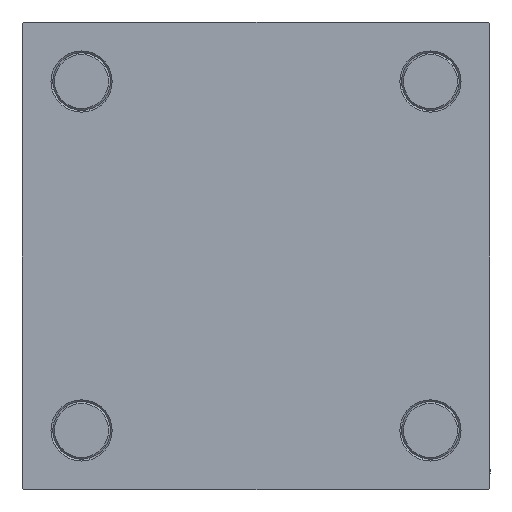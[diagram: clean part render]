
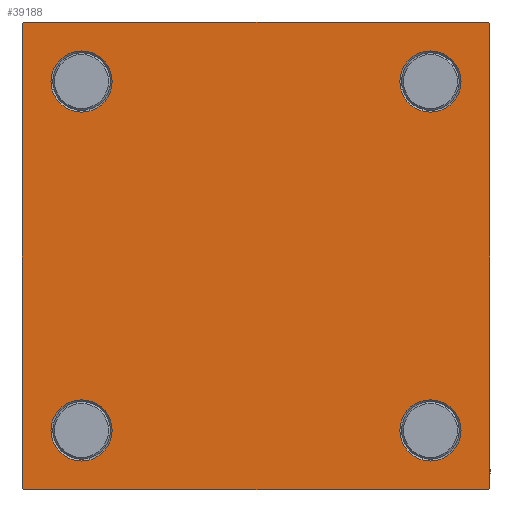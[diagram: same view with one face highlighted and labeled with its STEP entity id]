
A CAD part, left-side view. The second image highlights one B-rep face of the part: STEP entity #39188.
In plain terms, the highlighted planar face has unit normal (-1, 0, 0).
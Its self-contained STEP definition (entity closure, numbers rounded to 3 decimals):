
#310 = ORIENTED_EDGE ( 'NONE', *, *, #42236, .T. ) ;
#326 = VERTEX_POINT ( 'NONE', #9187 ) ;
#684 = DIRECTION ( 'NONE',  ( 0., 0., 1. ) ) ;
#936 = EDGE_CURVE ( 'NONE', #17675, #20948, #28445, .T. ) ;
#1751 = CARTESIAN_POINT ( 'NONE',  ( 0., -48.45, -48.45 ) ) ;
#2752 = FACE_BOUND ( 'NONE', #26896, .T. ) ;
#3376 = EDGE_LOOP ( 'NONE', ( #11960, #8185 ) ) ;
#3510 = DIRECTION ( 'NONE',  ( -1., 0., 0. ) ) ;
#3531 = CARTESIAN_POINT ( 'NONE',  ( 0., 65., 65. ) ) ;
#4958 = CARTESIAN_POINT ( 'NONE',  ( 0., -65., 64.5 ) ) ;
#5275 = EDGE_CURVE ( 'NONE', #43862, #26048, #34289, .T. ) ;
#5524 = CARTESIAN_POINT ( 'NONE',  ( 0., 65., -64.5 ) ) ;
#6059 = DIRECTION ( 'NONE',  ( 0., 0.707, -0.707 ) ) ;
#6210 = LINE ( 'NONE', #48576, #48941 ) ;
#6847 = CARTESIAN_POINT ( 'NONE',  ( 0., 65., 65. ) ) ;
#6894 = VECTOR ( 'NONE', #38988, 1000. ) ;
#6951 = ORIENTED_EDGE ( 'NONE', *, *, #29106, .T. ) ;
#7857 = LINE ( 'NONE', #3531, #6894 ) ;
#7997 = CARTESIAN_POINT ( 'NONE',  ( 0., -48.45, 56.95 ) ) ;
#8185 = ORIENTED_EDGE ( 'NONE', *, *, #32904, .T. ) ;
#8219 = EDGE_LOOP ( 'NONE', ( #29792, #12605, #30901, #11359, #24379, #9178, #10916, #20742 ) ) ;
#8524 = EDGE_LOOP ( 'NONE', ( #36892, #310 ) ) ;
#8901 = DIRECTION ( 'NONE',  ( 0., 0., 1. ) ) ;
#9178 = ORIENTED_EDGE ( 'NONE', *, *, #29933, .T. ) ;
#9187 = CARTESIAN_POINT ( 'NONE',  ( 0., -48.45, -39.95 ) ) ;
#9498 = DIRECTION ( 'NONE',  ( 0., 0., 1. ) ) ;
#9724 = ORIENTED_EDGE ( 'NONE', *, *, #17284, .T. ) ;
#10230 = AXIS2_PLACEMENT_3D ( 'NONE', #34368, #26948, #14975 ) ;
#10475 = VERTEX_POINT ( 'NONE', #4958 ) ;
#10628 = CARTESIAN_POINT ( 'NONE',  ( 0., 64.75, 64.75 ) ) ;
#10784 = ORIENTED_EDGE ( 'NONE', *, *, #17861, .T. ) ;
#10916 = ORIENTED_EDGE ( 'NONE', *, *, #48298, .F. ) ;
#11187 = DIRECTION ( 'NONE',  ( 0., 0., 1. ) ) ;
#11359 = ORIENTED_EDGE ( 'NONE', *, *, #33187, .T. ) ;
#11801 = DIRECTION ( 'NONE',  ( 1., 0., 0. ) ) ;
#11960 = ORIENTED_EDGE ( 'NONE', *, *, #5275, .T. ) ;
#12186 = CIRCLE ( 'NONE', #17895, 8.5 ) ;
#12219 = DIRECTION ( 'NONE',  ( 1., 0., 0. ) ) ;
#12605 = ORIENTED_EDGE ( 'NONE', *, *, #33373, .T. ) ;
#12613 = VECTOR ( 'NONE', #37977, 1000. ) ;
#12800 = LINE ( 'NONE', #36281, #26073 ) ;
#12924 = CIRCLE ( 'NONE', #41434, 8.5 ) ;
#14166 = CARTESIAN_POINT ( 'NONE',  ( 0., -48.45, 48.45 ) ) ;
#14325 = DIRECTION ( 'NONE',  ( 0., 0., -1. ) ) ;
#14470 = FACE_BOUND ( 'NONE', #8524, .T. ) ;
#14498 = DIRECTION ( 'NONE',  ( 1., 0., 0. ) ) ;
#14738 = VERTEX_POINT ( 'NONE', #14777 ) ;
#14777 = CARTESIAN_POINT ( 'NONE',  ( 0., 48.45, -56.95 ) ) ;
#14975 = DIRECTION ( 'NONE',  ( 0., 0., 1. ) ) ;
#16046 = CARTESIAN_POINT ( 'NONE',  ( 0., 48.45, -48.45 ) ) ;
#16631 = CARTESIAN_POINT ( 'NONE',  ( 0., -48.45, 48.45 ) ) ;
#17070 = CARTESIAN_POINT ( 'NONE',  ( 0., -65., -64.5 ) ) ;
#17115 = CARTESIAN_POINT ( 'NONE',  ( 0., 65., 64.5 ) ) ;
#17129 = VERTEX_POINT ( 'NONE', #5524 ) ;
#17224 = VERTEX_POINT ( 'NONE', #26702 ) ;
#17284 = EDGE_CURVE ( 'NONE', #35505, #14738, #48551, .T. ) ;
#17675 = VERTEX_POINT ( 'NONE', #20178 ) ;
#17861 = EDGE_CURVE ( 'NONE', #326, #21257, #40388, .T. ) ;
#17895 = AXIS2_PLACEMENT_3D ( 'NONE', #1751, #47947, #8901 ) ;
#19175 = AXIS2_PLACEMENT_3D ( 'NONE', #50270, #12219, #27529 ) ;
#19808 = VERTEX_POINT ( 'NONE', #30878 ) ;
#20178 = CARTESIAN_POINT ( 'NONE',  ( 0., 64.5, -65. ) ) ;
#20742 = ORIENTED_EDGE ( 'NONE', *, *, #35670, .T. ) ;
#20948 = VERTEX_POINT ( 'NONE', #22856 ) ;
#21211 = DIRECTION ( 'NONE',  ( 1., 0., 0. ) ) ;
#21257 = VERTEX_POINT ( 'NONE', #30467 ) ;
#21762 = DIRECTION ( 'NONE',  ( 0., -0.707, 0.707 ) ) ;
#22209 = CARTESIAN_POINT ( 'NONE',  ( 0., -48.45, 39.95 ) ) ;
#22856 = CARTESIAN_POINT ( 'NONE',  ( 0., -64.5, -65. ) ) ;
#22874 = PLANE ( 'NONE',  #43348 ) ;
#22876 = AXIS2_PLACEMENT_3D ( 'NONE', #16631, #11801, #42923 ) ;
#24062 = EDGE_LOOP ( 'NONE', ( #9724, #6951 ) ) ;
#24263 = DIRECTION ( 'NONE',  ( 0., -0.707, -0.707 ) ) ;
#24379 = ORIENTED_EDGE ( 'NONE', *, *, #24503, .F. ) ;
#24503 = EDGE_CURVE ( 'NONE', #10475, #48047, #41625, .T. ) ;
#25645 = DIRECTION ( 'NONE',  ( 1., 0., 0. ) ) ;
#25792 = ORIENTED_EDGE ( 'NONE', *, *, #31586, .T. ) ;
#26048 = VERTEX_POINT ( 'NONE', #22209 ) ;
#26073 = VECTOR ( 'NONE', #24263, 1000. ) ;
#26143 = CARTESIAN_POINT ( 'NONE',  ( 0., 48.45, 39.95 ) ) ;
#26702 = CARTESIAN_POINT ( 'NONE',  ( 0., 64.5, 65. ) ) ;
#26704 = CARTESIAN_POINT ( 'NONE',  ( 0., 0., 0. ) ) ;
#26709 = CIRCLE ( 'NONE', #30766, 8.5 ) ;
#26896 = EDGE_LOOP ( 'NONE', ( #10784, #25792 ) ) ;
#26948 = DIRECTION ( 'NONE',  ( 1., 0., 0. ) ) ;
#26962 = EDGE_CURVE ( 'NONE', #38656, #30591, #26709, .T. ) ;
#27023 = CARTESIAN_POINT ( 'NONE',  ( 0., -64.75, 64.75 ) ) ;
#27171 = AXIS2_PLACEMENT_3D ( 'NONE', #49469, #14498, #11187 ) ;
#27529 = DIRECTION ( 'NONE',  ( 0., 0., 1. ) ) ;
#28445 = LINE ( 'NONE', #48606, #43055 ) ;
#28873 = CARTESIAN_POINT ( 'NONE',  ( 0., 48.45, 48.45 ) ) ;
#29013 = CARTESIAN_POINT ( 'NONE',  ( 0., 48.45, -39.95 ) ) ;
#29106 = EDGE_CURVE ( 'NONE', #14738, #35505, #12924, .T. ) ;
#29792 = ORIENTED_EDGE ( 'NONE', *, *, #49149, .T. ) ;
#29933 = EDGE_CURVE ( 'NONE', #10475, #19808, #34946, .T. ) ;
#30064 = LINE ( 'NONE', #6847, #12613 ) ;
#30467 = CARTESIAN_POINT ( 'NONE',  ( 0., -48.45, -56.95 ) ) ;
#30544 = FACE_OUTER_BOUND ( 'NONE', #8219, .T. ) ;
#30591 = VERTEX_POINT ( 'NONE', #26143 ) ;
#30766 = AXIS2_PLACEMENT_3D ( 'NONE', #28873, #21211, #9498 ) ;
#30878 = CARTESIAN_POINT ( 'NONE',  ( 0., -64.5, 65. ) ) ;
#30901 = ORIENTED_EDGE ( 'NONE', *, *, #936, .T. ) ;
#31019 = AXIS2_PLACEMENT_3D ( 'NONE', #14166, #25645, #41225 ) ;
#31586 = EDGE_CURVE ( 'NONE', #21257, #326, #12186, .T. ) ;
#31619 = DIRECTION ( 'NONE',  ( 1., 0., 0. ) ) ;
#32904 = EDGE_CURVE ( 'NONE', #26048, #43862, #34219, .T. ) ;
#33187 = EDGE_CURVE ( 'NONE', #20948, #48047, #6210, .T. ) ;
#33348 = VECTOR ( 'NONE', #42602, 1000. ) ;
#33373 = EDGE_CURVE ( 'NONE', #17129, #17675, #12800, .T. ) ;
#34219 = CIRCLE ( 'NONE', #31019, 8.5 ) ;
#34289 = CIRCLE ( 'NONE', #22876, 8.5 ) ;
#34368 = CARTESIAN_POINT ( 'NONE',  ( 0., 48.45, -48.45 ) ) ;
#34946 = LINE ( 'NONE', #27023, #33348 ) ;
#35505 = VERTEX_POINT ( 'NONE', #29013 ) ;
#35670 = EDGE_CURVE ( 'NONE', #17224, #40127, #37433, .T. ) ;
#36281 = CARTESIAN_POINT ( 'NONE',  ( 0., 64.75, -64.75 ) ) ;
#36425 = VECTOR ( 'NONE', #14325, 1000. ) ;
#36892 = ORIENTED_EDGE ( 'NONE', *, *, #26962, .T. ) ;
#37433 = LINE ( 'NONE', #10628, #41637 ) ;
#37619 = CARTESIAN_POINT ( 'NONE',  ( 0., 48.45, 56.95 ) ) ;
#37977 = DIRECTION ( 'NONE',  ( 0., 0., -1. ) ) ;
#38656 = VERTEX_POINT ( 'NONE', #37619 ) ;
#38988 = DIRECTION ( 'NONE',  ( 0., -1., 0. ) ) ;
#39188 = ADVANCED_FACE ( 'NONE', ( #46607, #2752, #49949, #14470, #30544 ), #22874, .T. ) ;
#40127 = VERTEX_POINT ( 'NONE', #17115 ) ;
#40187 = DIRECTION ( 'NONE',  ( 0., -1., 0. ) ) ;
#40388 = CIRCLE ( 'NONE', #19175, 8.5 ) ;
#41225 = DIRECTION ( 'NONE',  ( 0., 0., 1. ) ) ;
#41434 = AXIS2_PLACEMENT_3D ( 'NONE', #16046, #31619, #47183 ) ;
#41625 = LINE ( 'NONE', #49297, #36425 ) ;
#41637 = VECTOR ( 'NONE', #6059, 1000. ) ;
#42236 = EDGE_CURVE ( 'NONE', #30591, #38656, #45104, .T. ) ;
#42602 = DIRECTION ( 'NONE',  ( 0., 0.707, 0.707 ) ) ;
#42923 = DIRECTION ( 'NONE',  ( 0., 0., 1. ) ) ;
#43055 = VECTOR ( 'NONE', #40187, 1000. ) ;
#43348 = AXIS2_PLACEMENT_3D ( 'NONE', #26704, #3510, #684 ) ;
#43862 = VERTEX_POINT ( 'NONE', #7997 ) ;
#45104 = CIRCLE ( 'NONE', #27171, 8.5 ) ;
#46607 = FACE_BOUND ( 'NONE', #3376, .T. ) ;
#47183 = DIRECTION ( 'NONE',  ( 0., 0., 1. ) ) ;
#47947 = DIRECTION ( 'NONE',  ( 1., 0., 0. ) ) ;
#48047 = VERTEX_POINT ( 'NONE', #17070 ) ;
#48298 = EDGE_CURVE ( 'NONE', #17224, #19808, #7857, .T. ) ;
#48551 = CIRCLE ( 'NONE', #10230, 8.5 ) ;
#48576 = CARTESIAN_POINT ( 'NONE',  ( 0., -64.75, -64.75 ) ) ;
#48606 = CARTESIAN_POINT ( 'NONE',  ( 0., 65., -65. ) ) ;
#48941 = VECTOR ( 'NONE', #21762, 1000. ) ;
#49149 = EDGE_CURVE ( 'NONE', #40127, #17129, #30064, .T. ) ;
#49297 = CARTESIAN_POINT ( 'NONE',  ( 0., -65., 65. ) ) ;
#49469 = CARTESIAN_POINT ( 'NONE',  ( 0., 48.45, 48.45 ) ) ;
#49949 = FACE_BOUND ( 'NONE', #24062, .T. ) ;
#50270 = CARTESIAN_POINT ( 'NONE',  ( 0., -48.45, -48.45 ) ) ;
